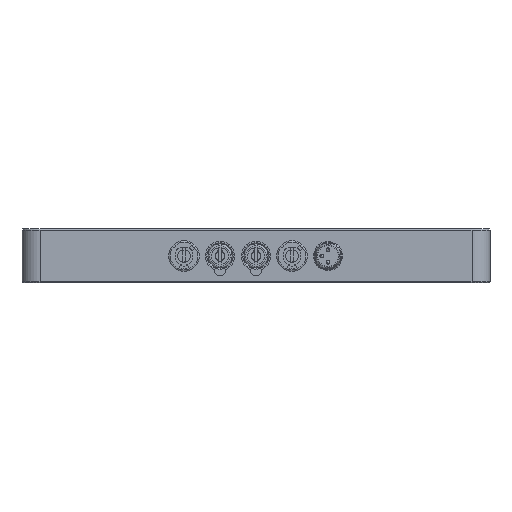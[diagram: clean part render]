
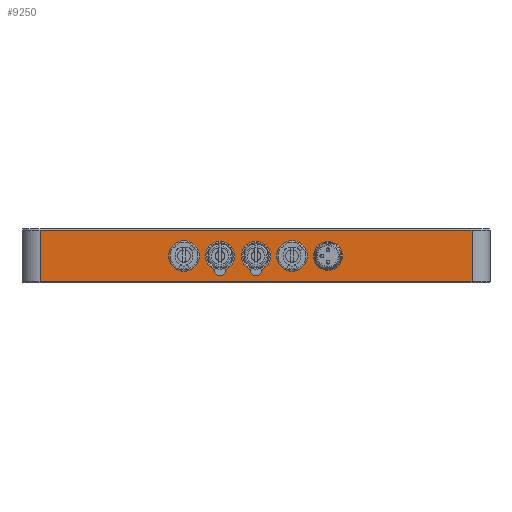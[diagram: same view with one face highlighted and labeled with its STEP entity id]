
A CAD part, front view. The second image highlights one B-rep face of the part: STEP entity #9250.
In plain terms, the highlighted planar face has unit normal (0, -1, 0).
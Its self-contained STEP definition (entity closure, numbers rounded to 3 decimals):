
#473=FACE_BOUND('',#3103,.T.);
#474=FACE_BOUND('',#3104,.T.);
#475=FACE_BOUND('',#3105,.T.);
#476=FACE_BOUND('',#3106,.T.);
#477=FACE_BOUND('',#3107,.T.);
#1176=LINE('',#15916,#1930);
#1181=LINE('',#15929,#1935);
#1182=LINE('',#15933,#1936);
#1183=LINE('',#15934,#1937);
#1930=VECTOR('',#12689,10.);
#1935=VECTOR('',#12704,10.);
#1936=VECTOR('',#12709,10.);
#1937=VECTOR('',#12710,10.);
#2494=FACE_OUTER_BOUND('',#3102,.T.);
#3102=EDGE_LOOP('',(#8018,#8019,#8020,#8021));
#3103=EDGE_LOOP('',(#8022));
#3104=EDGE_LOOP('',(#8023));
#3105=EDGE_LOOP('',(#8024));
#3106=EDGE_LOOP('',(#8025,#8026));
#3107=EDGE_LOOP('',(#8027,#8028));
#3249=CIRCLE('',#9428,3.35);
#3560=CIRCLE('',#10208,4.3);
#3561=CIRCLE('',#10209,4.3);
#3562=CIRCLE('',#10210,4.05);
#3563=CIRCLE('',#10211,1.5);
#3564=CIRCLE('',#10212,4.05);
#3565=CIRCLE('',#10213,1.5);
#3706=VERTEX_POINT('',#13439);
#4346=VERTEX_POINT('',#15908);
#4348=VERTEX_POINT('',#15914);
#4351=VERTEX_POINT('',#15928);
#4352=VERTEX_POINT('',#15932);
#4353=VERTEX_POINT('',#15935);
#4354=VERTEX_POINT('',#15937);
#4355=VERTEX_POINT('',#15939);
#4356=VERTEX_POINT('',#15940);
#4357=VERTEX_POINT('',#15943);
#4358=VERTEX_POINT('',#15944);
#4560=EDGE_CURVE('',#3706,#3706,#3249,.T.);
#5613=EDGE_CURVE('',#4348,#4346,#1176,.T.);
#5620=EDGE_CURVE('',#4346,#4351,#1181,.T.);
#5622=EDGE_CURVE('',#4352,#4348,#1182,.T.);
#5623=EDGE_CURVE('',#4351,#4352,#1183,.T.);
#5624=EDGE_CURVE('',#4353,#4353,#3560,.T.);
#5625=EDGE_CURVE('',#4354,#4354,#3561,.T.);
#5626=EDGE_CURVE('',#4355,#4356,#3562,.T.);
#5627=EDGE_CURVE('',#4356,#4355,#3563,.T.);
#5628=EDGE_CURVE('',#4357,#4358,#3564,.T.);
#5629=EDGE_CURVE('',#4358,#4357,#3565,.T.);
#8018=ORIENTED_EDGE('',*,*,#5613,.F.);
#8019=ORIENTED_EDGE('',*,*,#5622,.F.);
#8020=ORIENTED_EDGE('',*,*,#5623,.F.);
#8021=ORIENTED_EDGE('',*,*,#5620,.F.);
#8022=ORIENTED_EDGE('',*,*,#4560,.T.);
#8023=ORIENTED_EDGE('',*,*,#5624,.T.);
#8024=ORIENTED_EDGE('',*,*,#5625,.T.);
#8025=ORIENTED_EDGE('',*,*,#5626,.T.);
#8026=ORIENTED_EDGE('',*,*,#5627,.T.);
#8027=ORIENTED_EDGE('',*,*,#5628,.T.);
#8028=ORIENTED_EDGE('',*,*,#5629,.T.);
#8734=PLANE('',#10207);
#9250=ADVANCED_FACE('',(#2494,#473,#474,#475,#476,#477),#8734,.T.);
#9428=AXIS2_PLACEMENT_3D('',#13440,#10523,#10524);
#10207=AXIS2_PLACEMENT_3D('',#15931,#12707,#12708);
#10208=AXIS2_PLACEMENT_3D('',#15936,#12711,#12712);
#10209=AXIS2_PLACEMENT_3D('',#15938,#12713,#12714);
#10210=AXIS2_PLACEMENT_3D('',#15941,#12715,#12716);
#10211=AXIS2_PLACEMENT_3D('',#15942,#12717,#12718);
#10212=AXIS2_PLACEMENT_3D('',#15945,#12719,#12720);
#10213=AXIS2_PLACEMENT_3D('',#15946,#12721,#12722);
#10523=DIRECTION('center_axis',(0.,1.,0.));
#10524=DIRECTION('ref_axis',(1.,0.,-0.003));
#12689=DIRECTION('',(-1.,0.,0.));
#12704=DIRECTION('',(0.,0.,1.));
#12707=DIRECTION('center_axis',(0.,-1.,0.));
#12708=DIRECTION('ref_axis',(1.,0.,0.));
#12709=DIRECTION('',(0.,0.,-1.));
#12710=DIRECTION('',(1.,0.,0.));
#12711=DIRECTION('center_axis',(0.,1.,0.));
#12712=DIRECTION('ref_axis',(1.,0.,0.));
#12713=DIRECTION('center_axis',(0.,1.,0.));
#12714=DIRECTION('ref_axis',(1.,0.,0.));
#12715=DIRECTION('center_axis',(0.,1.,0.));
#12716=DIRECTION('ref_axis',(1.,0.,0.));
#12717=DIRECTION('center_axis',(0.,1.,0.));
#12718=DIRECTION('ref_axis',(1.,0.,0.));
#12719=DIRECTION('center_axis',(0.,1.,0.));
#12720=DIRECTION('ref_axis',(1.,0.,0.));
#12721=DIRECTION('center_axis',(0.,1.,0.));
#12722=DIRECTION('ref_axis',(1.,0.,0.));
#13439=CARTESIAN_POINT('',(81.65,0.,7.509));
#13440=CARTESIAN_POINT('Origin',(85.,0.,7.5));
#15908=CARTESIAN_POINT('',(5.,0.,0.4));
#15914=CARTESIAN_POINT('',(125.,0.,0.4));
#15916=CARTESIAN_POINT('',(32.5,0.,0.4));
#15928=CARTESIAN_POINT('',(5.,0.,14.6));
#15929=CARTESIAN_POINT('',(5.,0.,0.));
#15931=CARTESIAN_POINT('Origin',(0.,0.,0.));
#15932=CARTESIAN_POINT('',(125.,0.,14.6));
#15933=CARTESIAN_POINT('',(125.,0.,0.));
#15934=CARTESIAN_POINT('',(32.5,0.,14.6));
#15935=CARTESIAN_POINT('',(40.7,0.,7.5));
#15936=CARTESIAN_POINT('Origin',(45.,0.,7.5));
#15937=CARTESIAN_POINT('',(70.7,0.,7.5));
#15938=CARTESIAN_POINT('Origin',(75.,0.,7.5));
#15939=CARTESIAN_POINT('',(53.526,0.,3.728));
#15940=CARTESIAN_POINT('',(56.474,0.,3.728));
#15941=CARTESIAN_POINT('Origin',(55.,0.,7.5));
#15942=CARTESIAN_POINT('Origin',(55.,0.,3.45));
#15943=CARTESIAN_POINT('',(63.526,0.,3.728));
#15944=CARTESIAN_POINT('',(66.474,0.,3.728));
#15945=CARTESIAN_POINT('Origin',(65.,0.,7.5));
#15946=CARTESIAN_POINT('Origin',(65.,0.,3.45));
